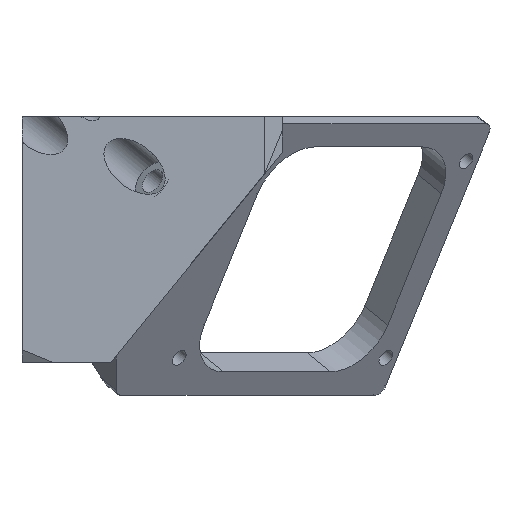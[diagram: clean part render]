
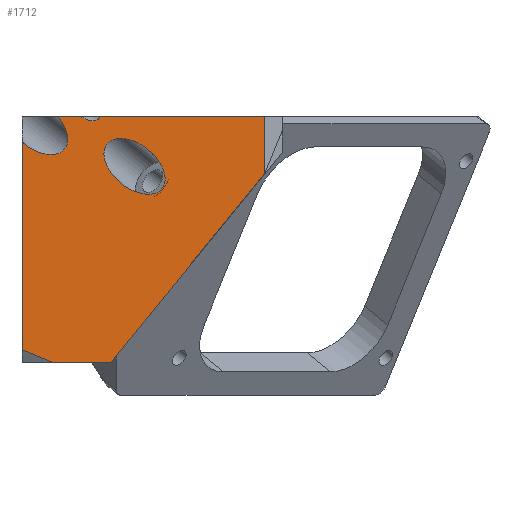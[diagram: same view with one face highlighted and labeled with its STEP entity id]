
A CAD part, left-side view. The second image highlights one B-rep face of the part: STEP entity #1712.
In plain terms, the highlighted planar face has unit normal (-1, 0, 0).
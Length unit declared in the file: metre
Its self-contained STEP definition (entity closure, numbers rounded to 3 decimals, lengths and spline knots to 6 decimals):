
#39=ELLIPSE('',#1890,0.001633,0.001);
#49=ELLIPSE('',#1917,0.003266,0.002);
#50=ELLIPSE('',#1918,0.003266,0.002);
#159=LINE('',#2763,#265);
#177=LINE('',#2805,#283);
#179=LINE('',#2827,#285);
#180=LINE('',#2828,#286);
#181=LINE('',#2830,#287);
#182=LINE('',#2832,#288);
#183=LINE('',#2833,#289);
#265=VECTOR('',#2239,1.);
#283=VECTOR('',#2265,1.);
#285=VECTOR('',#2287,1.);
#286=VECTOR('',#2288,1.);
#287=VECTOR('',#2289,1.);
#288=VECTOR('',#2290,1.);
#289=VECTOR('',#2291,1.);
#517=ORIENTED_EDGE('',*,*,#873,.F.);
#518=ORIENTED_EDGE('',*,*,#874,.T.);
#519=ORIENTED_EDGE('',*,*,#842,.F.);
#520=ORIENTED_EDGE('',*,*,#875,.T.);
#521=ORIENTED_EDGE('',*,*,#876,.T.);
#522=ORIENTED_EDGE('',*,*,#877,.T.);
#523=ORIENTED_EDGE('',*,*,#825,.F.);
#524=ORIENTED_EDGE('',*,*,#878,.T.);
#525=ORIENTED_EDGE('',*,*,#879,.F.);
#526=ORIENTED_EDGE('',*,*,#863,.F.);
#825=EDGE_CURVE('',#1020,#1021,#39,.F.);
#842=EDGE_CURVE('',#1037,#1038,#159,.T.);
#863=EDGE_CURVE('',#1056,#1057,#177,.T.);
#873=EDGE_CURVE('',#1066,#1066,#49,.F.);
#874=EDGE_CURVE('',#1056,#1038,#179,.T.);
#875=EDGE_CURVE('',#1037,#1067,#180,.T.);
#876=EDGE_CURVE('',#1067,#1068,#181,.T.);
#877=EDGE_CURVE('',#1068,#1021,#182,.T.);
#878=EDGE_CURVE('',#1020,#1069,#183,.T.);
#879=EDGE_CURVE('',#1057,#1069,#50,.F.);
#1020=VERTEX_POINT('',#2727);
#1021=VERTEX_POINT('',#2728);
#1037=VERTEX_POINT('',#2764);
#1038=VERTEX_POINT('',#2765);
#1056=VERTEX_POINT('',#2804);
#1057=VERTEX_POINT('',#2806);
#1066=VERTEX_POINT('',#2826);
#1067=VERTEX_POINT('',#2829);
#1068=VERTEX_POINT('',#2831);
#1069=VERTEX_POINT('',#2834);
#1287=EDGE_LOOP('',(#517));
#1288=EDGE_LOOP('',(#518,#519,#520,#521,#522,#523,#524,#525,#526));
#1493=FACE_BOUND('',#1287,.T.);
#1494=FACE_BOUND('',#1288,.T.);
#1650=PLANE('',#1916);
#1712=ADVANCED_FACE('',(#1493,#1494),#1650,.F.);
#1890=AXIS2_PLACEMENT_3D('',#2726,#2205,#2206);
#1916=AXIS2_PLACEMENT_3D('',#2824,#2283,#2284);
#1917=AXIS2_PLACEMENT_3D('',#2825,#2285,#2286);
#1918=AXIS2_PLACEMENT_3D('',#2835,#2292,#2293);
#2205=DIRECTION('',(1.,0.,0.));
#2206=DIRECTION('',(0.,-0.775,-0.632));
#2239=DIRECTION('',(0.,1.,0.));
#2265=DIRECTION('',(0.,0.,1.));
#2283=DIRECTION('',(1.,0.,0.));
#2284=DIRECTION('',(0.,0.,-1.));
#2285=DIRECTION('',(1.,0.,0.));
#2286=DIRECTION('',(0.,-0.775,-0.632));
#2287=DIRECTION('',(0.,-0.926,-0.378));
#2288=DIRECTION('',(0.,-0.632,0.775));
#2289=DIRECTION('',(0.,0.,1.));
#2290=DIRECTION('',(0.,1.,0.));
#2291=DIRECTION('',(0.,1.,0.));
#2292=DIRECTION('',(1.,0.,0.));
#2293=DIRECTION('',(0.,-0.775,-0.632));
#2726=CARTESIAN_POINT('',(-0.0415,-0.0019,0.012271));
#2727=CARTESIAN_POINT('',(-0.0415,-0.001464,0.01135));
#2728=CARTESIAN_POINT('',(-0.0415,-0.003238,0.01135));
#2763=CARTESIAN_POINT('',(-0.0415,-0.050153,-0.01135));
#2764=CARTESIAN_POINT('',(-0.0415,-0.004201,-0.01135));
#2765=CARTESIAN_POINT('',(-0.0415,0.001172,-0.01135));
#2804=CARTESIAN_POINT('',(-0.0415,0.004,-0.010195));
#2805=CARTESIAN_POINT('',(-0.0415,0.004,-0.015593));
#2806=CARTESIAN_POINT('',(-0.0415,0.004,0.008998));
#2824=CARTESIAN_POINT('',(-0.0415,-0.050153,-0.01135));
#2825=CARTESIAN_POINT('',(-0.0415,-0.0064,0.006759));
#2826=CARTESIAN_POINT('',(-0.0415,-0.00893,0.004694));
#2827=CARTESIAN_POINT('',(-0.0415,0.001172,-0.01135));
#2828=CARTESIAN_POINT('',(-0.0415,-0.022582,0.011162));
#2829=CARTESIAN_POINT('',(-0.0415,-0.018432,0.006079));
#2830=CARTESIAN_POINT('',(-0.0415,-0.018432,-0.01135));
#2831=CARTESIAN_POINT('',(-0.0415,-0.018432,0.01135));
#2832=CARTESIAN_POINT('',(-0.0415,-0.050153,0.01135));
#2833=CARTESIAN_POINT('',(-0.0415,-0.050153,0.01135));
#2834=CARTESIAN_POINT('',(-0.0415,0.000684,0.01135));
#2835=CARTESIAN_POINT('',(-0.0415,0.0026,0.010433));
